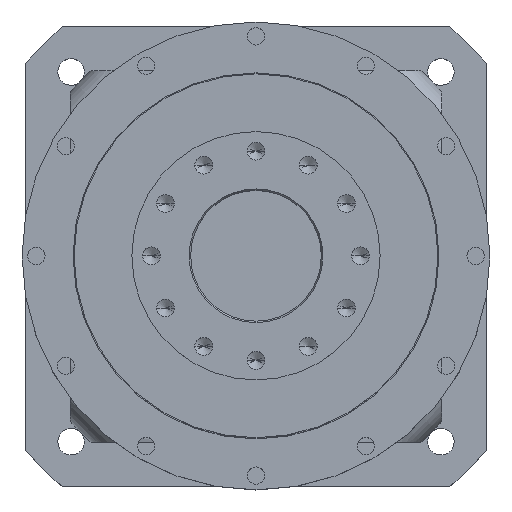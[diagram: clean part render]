
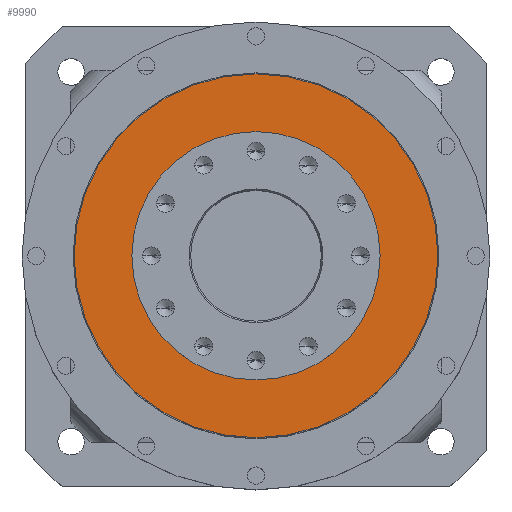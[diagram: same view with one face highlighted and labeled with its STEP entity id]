
A CAD part, top view. The second image highlights one B-rep face of the part: STEP entity #9990.
In plain terms, the highlighted planar face has unit normal (0, 0, 1).
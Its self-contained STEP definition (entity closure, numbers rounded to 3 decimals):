
#888 = ORIENTED_EDGE ( 'NONE', *, *, #1409, .T. ) ;
#1111 = ORIENTED_EDGE ( 'NONE', *, *, #4279, .T. ) ;
#1179 = ORIENTED_EDGE ( 'NONE', *, *, #7136, .F. ) ;
#1237 = DIRECTION ( 'NONE',  ( 0., 0., -1. ) ) ;
#1409 = EDGE_CURVE ( 'NONE', #14298, #14203, #9274, .T. ) ;
#1413 = CARTESIAN_POINT ( 'NONE',  ( -69.6, 0., -4. ) ) ;
#1480 = ORIENTED_EDGE ( 'NONE', *, *, #1934, .F. ) ;
#1482 = DIRECTION ( 'NONE',  ( 1., 0., 0. ) ) ;
#1484 = DIRECTION ( 'NONE',  ( 0., 0., 1. ) ) ;
#1506 = CARTESIAN_POINT ( 'NONE',  ( 0., 0., -4. ) ) ;
#1934 = EDGE_CURVE ( 'NONE', #10768, #14486, #10311, .T. ) ;
#2032 = CIRCLE ( 'NONE', #2605, 47.5 ) ;
#2276 = DIRECTION ( 'NONE',  ( 1., 0., 0. ) ) ;
#2289 = DIRECTION ( 'NONE',  ( 0., 0., 1. ) ) ;
#2293 = CARTESIAN_POINT ( 'NONE',  ( 0., 0., -4. ) ) ;
#2605 = AXIS2_PLACEMENT_3D ( 'NONE', #13719, #6739, #14865 ) ;
#3044 = CARTESIAN_POINT ( 'NONE',  ( -47.5, 0., -4. ) ) ;
#3293 = EDGE_LOOP ( 'NONE', ( #1111, #888 ) ) ;
#4279 = EDGE_CURVE ( 'NONE', #14203, #14298, #13156, .T. ) ;
#5643 = AXIS2_PLACEMENT_3D ( 'NONE', #2293, #2289, #2276 ) ;
#6739 = DIRECTION ( 'NONE',  ( 0., 0., 1. ) ) ;
#6780 = EDGE_LOOP ( 'NONE', ( #1480, #1179 ) ) ;
#7127 = PLANE ( 'NONE',  #7732 ) ;
#7136 = EDGE_CURVE ( 'NONE', #14486, #10768, #2032, .T. ) ;
#7732 = AXIS2_PLACEMENT_3D ( 'NONE', #8352, #1237, #9546 ) ;
#8352 = CARTESIAN_POINT ( 'NONE',  ( 0., 69.6, -4. ) ) ;
#9274 = CIRCLE ( 'NONE', #9691, 69.6 ) ;
#9546 = DIRECTION ( 'NONE',  ( -1., 0., 0. ) ) ;
#9691 = AXIS2_PLACEMENT_3D ( 'NONE', #1506, #1484, #1482 ) ;
#9990 = ADVANCED_FACE ( 'NONE', ( #11234, #11597 ), #7127, .F. ) ;
#10311 = CIRCLE ( 'NONE', #13269, 47.5 ) ;
#10768 = VERTEX_POINT ( 'NONE', #14362 ) ;
#11167 = DIRECTION ( 'NONE',  ( 1., 0., 0. ) ) ;
#11177 = DIRECTION ( 'NONE',  ( 0., 0., 1. ) ) ;
#11227 = CARTESIAN_POINT ( 'NONE',  ( 0., 0., -4. ) ) ;
#11234 = FACE_BOUND ( 'NONE', #6780, .T. ) ;
#11597 = FACE_OUTER_BOUND ( 'NONE', #3293, .T. ) ;
#12942 = CARTESIAN_POINT ( 'NONE',  ( 69.6, 0., -4. ) ) ;
#13156 = CIRCLE ( 'NONE', #5643, 69.6 ) ;
#13269 = AXIS2_PLACEMENT_3D ( 'NONE', #11227, #11177, #11167 ) ;
#13719 = CARTESIAN_POINT ( 'NONE',  ( 0., 0., -4. ) ) ;
#14203 = VERTEX_POINT ( 'NONE', #12942 ) ;
#14298 = VERTEX_POINT ( 'NONE', #1413 ) ;
#14362 = CARTESIAN_POINT ( 'NONE',  ( 47.5, 0., -4. ) ) ;
#14486 = VERTEX_POINT ( 'NONE', #3044 ) ;
#14865 = DIRECTION ( 'NONE',  ( 1., 0., 0. ) ) ;
